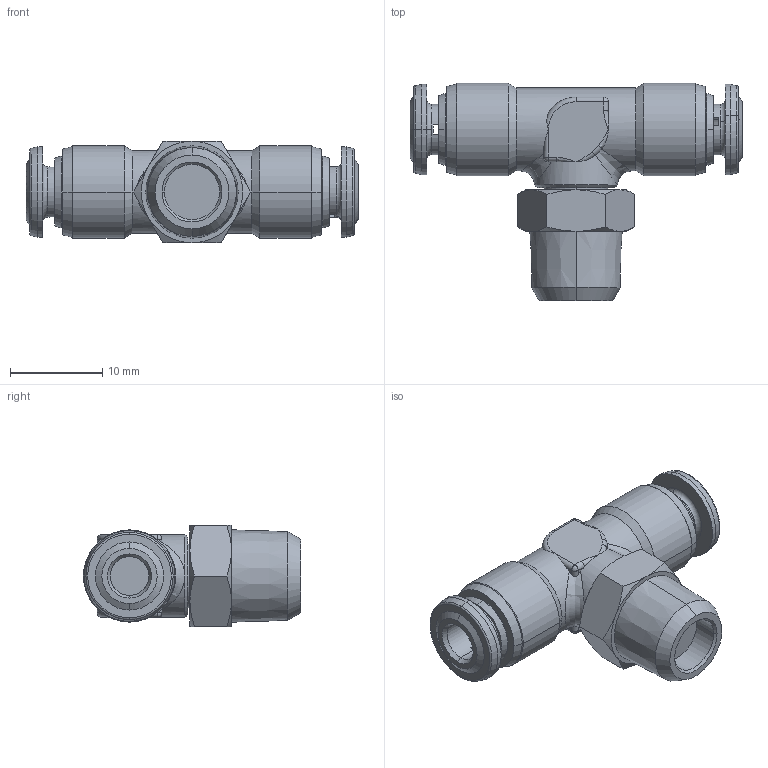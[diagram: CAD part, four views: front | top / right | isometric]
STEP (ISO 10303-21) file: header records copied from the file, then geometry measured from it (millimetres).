
FILE_DESCRIPTION (( 'STEP AP214' ), '1' );
FILE_NAME ('6021000001.step', '2012-10-16T16:33:46', ( '' ), ( '' ), 'SwSTEP 2.0', 'SolidWorks 2012', '' );
FILE_SCHEMA (( 'AUTOMOTIVE_DESIGN' ));
Length unit declared in the file: millimetre
Products named in the file (1): 6021000001
Bounding box: 36 x 23.55 x 11 mm (x, y, z)
Volume: 3362.2 mm3; surface area: 2164.1 mm2
Topology: 1 solids, 1 shells, 181 faces, 422 edges, 242 vertices
Faces by surface type: cone 56, cylinder 47, plane 46, torus 18, bspline 10, sphere 4
Entity records: 7565 total; most frequent: CARTESIAN_POINT 1496, DIRECTION 896, ORIENTED_EDGE 820, EDGE_CURVE 410, AXIS2_PLACEMENT_3D 378, VERTEX_POINT 242, CIRCLE 206, EDGE_LOOP 200
